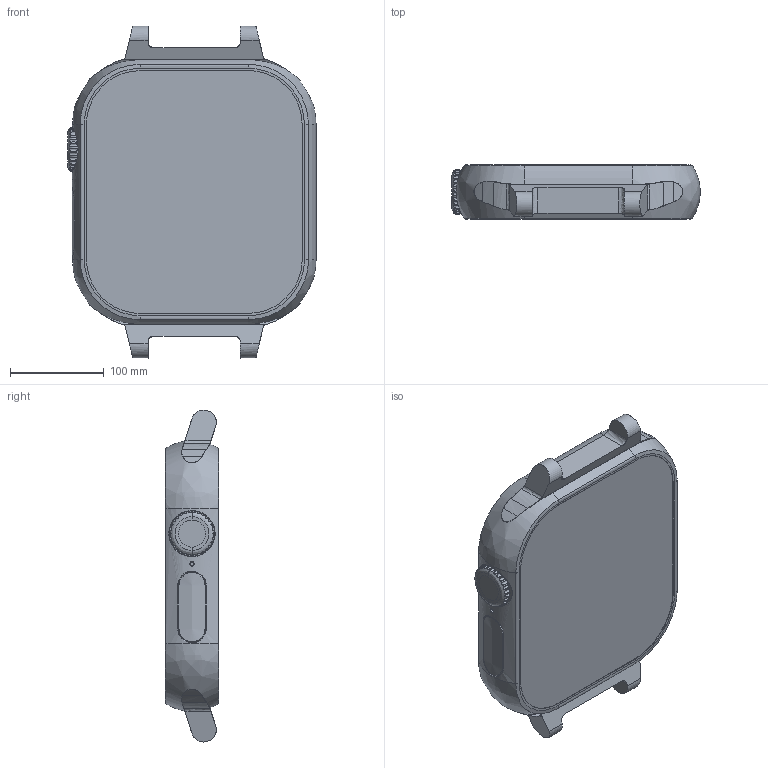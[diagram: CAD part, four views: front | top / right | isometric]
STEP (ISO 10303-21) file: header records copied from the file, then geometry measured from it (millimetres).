
FILE_DESCRIPTION(('FreeCAD Model'),'2;1');
FILE_NAME('Open CASCADE Shape Model','2025-04-25T16:54:37',('FreeCAD'),( 'FreeCAD'),'Open CASCADE STEP processor 7.6','FreeCAD','Unknown');
FILE_SCHEMA(('AUTOMOTIVE_DESIGN { 1 0 10303 214 1 1 1 1 }'));
Length unit declared in the file: millimetre
Products named in the file (1): Open CASCADE STEP translator 7.6 1
Bounding box: 264.56 x 57.49 x 353.89 mm (x, y, z)
Volume: 3939791.2 mm3; surface area: 262060.8 mm2
Topology: 3 solids, 3 shells, 162 faces, 384 edges, 266 vertices
Faces by surface type: bspline 162
Entity records: 7443 total; most frequent: CARTESIAN_POINT 5055, ORIENTED_EDGE 768, EDGE_CURVE 384, B_SPLINE_CURVE_WITH_KNOTS 314, VERTEX_POINT 266, FACE_BOUND 200, EDGE_LOOP 200, ADVANCED_FACE 162
